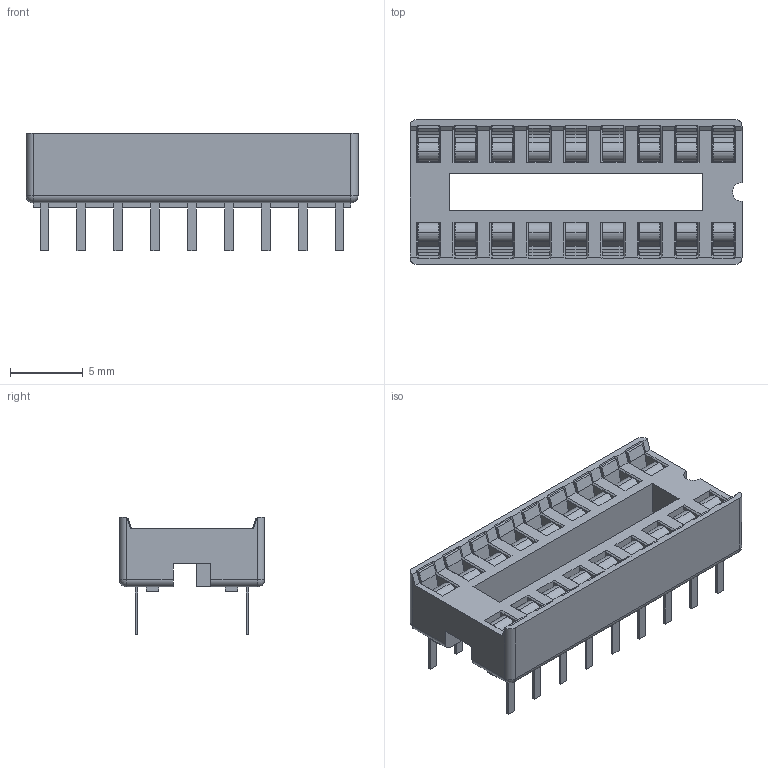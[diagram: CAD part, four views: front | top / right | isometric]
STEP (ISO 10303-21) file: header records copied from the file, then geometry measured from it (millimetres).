
FILE_DESCRIPTION(('STEP AP203'),'1');
FILE_NAME('2445623_1-2199298-5.stp','2019-11-05T17:22:29',('TraceParts'),('TraceParts S.A.'),'Spatial InterOp 3D',' ',' ');
FILE_SCHEMA(('CONFIG_CONTROL_DESIGN'));
Length unit declared in the file: millimetre
Products named in the file (1): 1
Bounding box: 22.86 x 10 x 8.1 mm (x, y, z)
Volume: 704 mm3; surface area: 1213.1 mm2
Topology: 1 solids, 1 shells, 619 faces, 1740 edges, 1122 vertices
Faces by surface type: plane 531, cylinder 84, sphere 4
Entity records: 19670 total; most frequent: CARTESIAN_POINT 3482, ORIENTED_EDGE 3480, DIRECTION 3148, EDGE_CURVE 1740, LINE 1572, VECTOR 1572, VERTEX_POINT 1122, AXIS2_PLACEMENT_3D 788
